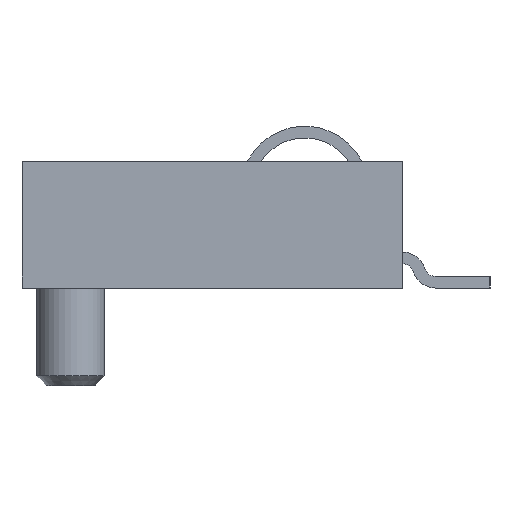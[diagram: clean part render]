
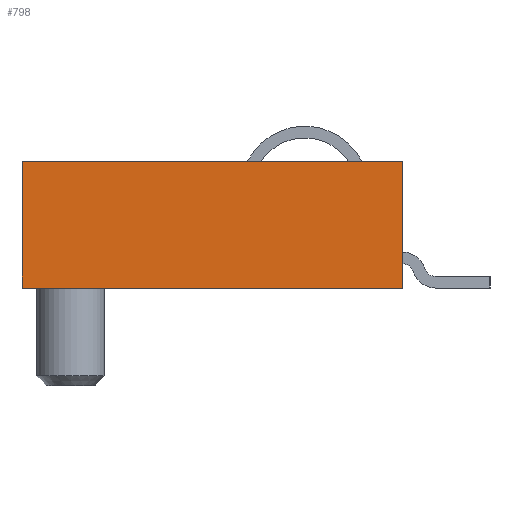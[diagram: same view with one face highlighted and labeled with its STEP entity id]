
A CAD part, left-side view. The second image highlights one B-rep face of the part: STEP entity #798.
In plain terms, the highlighted planar face has unit normal (-1, 0, 0).
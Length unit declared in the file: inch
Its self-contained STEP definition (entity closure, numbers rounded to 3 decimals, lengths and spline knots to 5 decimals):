
#798 = ADVANCED_FACE( '', ( #2113 ), #2114, .F. );
#2113 = FACE_OUTER_BOUND( '', #3979, .T. );
#2114 = PLANE( '', #3980 );
#3979 = EDGE_LOOP( '', ( #6296, #6297, #6298, #6299 ) );
#3980 = AXIS2_PLACEMENT_3D( '', #6300, #6301, #6302 );
#6296 = ORIENTED_EDGE( '', *, *, #12056, .T. );
#6297 = ORIENTED_EDGE( '', *, *, #12057, .F. );
#6298 = ORIENTED_EDGE( '', *, *, #11828, .F. );
#6299 = ORIENTED_EDGE( '', *, *, #12058, .T. );
#6300 = CARTESIAN_POINT( '', ( -0.56059, 0.195, 0.0325 ) );
#6301 = DIRECTION( '', ( 1., 0., 0. ) );
#6302 = DIRECTION( '', ( 0., 0., -1. ) );
#11828 = EDGE_CURVE( '', #14397, #14399, #14400, .T. );
#12056 = EDGE_CURVE( '', #14817, #14818, #14819, .T. );
#12057 = EDGE_CURVE( '', #14399, #14818, #14820, .T. );
#12058 = EDGE_CURVE( '', #14397, #14817, #14821, .T. );
#14397 = VERTEX_POINT( '', #18074 );
#14399 = VERTEX_POINT( '', #18077 );
#14400 = LINE( '', #18078, #18079 );
#14817 = VERTEX_POINT( '', #18663 );
#14818 = VERTEX_POINT( '', #18664 );
#14819 = LINE( '', #18665, #18666 );
#14820 = LINE( '', #18667, #18668 );
#14821 = LINE( '', #18669, #18670 );
#18074 = CARTESIAN_POINT( '', ( -0.56059, 0.195, 0.0325 ) );
#18077 = CARTESIAN_POINT( '', ( -0.56059, 0., 0.0325 ) );
#18078 = CARTESIAN_POINT( '', ( -0.56059, 0.195, 0.0325 ) );
#18079 = VECTOR( '', #22623, 39.37008 );
#18663 = CARTESIAN_POINT( '', ( -0.56059, 0.195, -0.0325 ) );
#18664 = CARTESIAN_POINT( '', ( -0.56059, 0., -0.0325 ) );
#18665 = CARTESIAN_POINT( '', ( -0.56059, 0.195, -0.0325 ) );
#18666 = VECTOR( '', #22890, 39.37008 );
#18667 = CARTESIAN_POINT( '', ( -0.56059, 0., 0.0325 ) );
#18668 = VECTOR( '', #22891, 39.37008 );
#18669 = CARTESIAN_POINT( '', ( -0.56059, 0.195, 0.0325 ) );
#18670 = VECTOR( '', #22892, 39.37008 );
#22623 = DIRECTION( '', ( 0., -1., 0. ) );
#22890 = DIRECTION( '', ( 0., -1., 0. ) );
#22891 = DIRECTION( '', ( 0., 0., -1. ) );
#22892 = DIRECTION( '', ( 0., 0., -1. ) );
